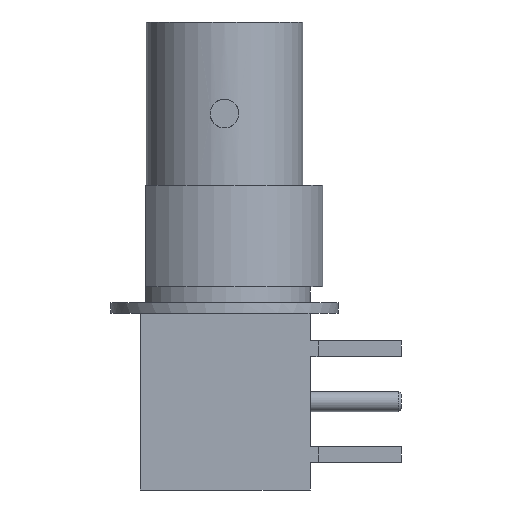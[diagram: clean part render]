
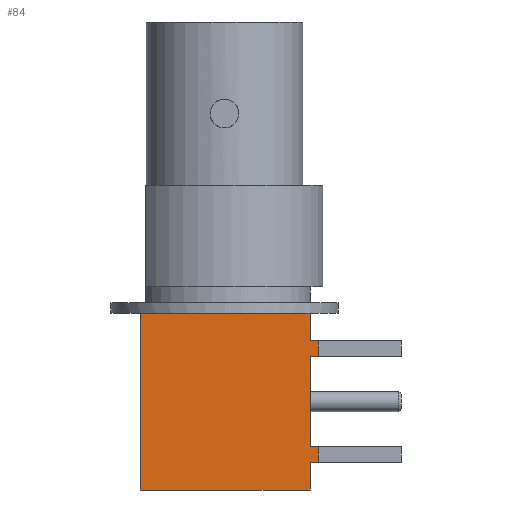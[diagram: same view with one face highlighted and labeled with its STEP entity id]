
A CAD part, left-side view. The second image highlights one B-rep face of the part: STEP entity #84.
In plain terms, the highlighted planar face has unit normal (-1, 0, 0).
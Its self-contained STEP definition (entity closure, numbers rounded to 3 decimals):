
#84=ADVANCED_FACE('',(#213),#214,.F.);
#213=FACE_OUTER_BOUND('',#388,.T.);
#214=PLANE('',#389);
#388=EDGE_LOOP('',(#752,#753,#754,#755,#756,#757,#758,#759,#760,#761,#762,#763,#764,#765));
#389=AXIS2_PLACEMENT_3D('',#766,#767,#768);
#752=ORIENTED_EDGE('',*,*,#1212,.T.);
#753=ORIENTED_EDGE('',*,*,#1213,.T.);
#754=ORIENTED_EDGE('',*,*,#1214,.F.);
#755=ORIENTED_EDGE('',*,*,#1215,.F.);
#756=ORIENTED_EDGE('',*,*,#1196,.F.);
#757=ORIENTED_EDGE('',*,*,#1207,.T.);
#758=ORIENTED_EDGE('',*,*,#1200,.F.);
#759=ORIENTED_EDGE('',*,*,#1204,.F.);
#760=ORIENTED_EDGE('',*,*,#1216,.F.);
#761=ORIENTED_EDGE('',*,*,#1217,.F.);
#762=ORIENTED_EDGE('',*,*,#1218,.T.);
#763=ORIENTED_EDGE('',*,*,#1219,.T.);
#764=ORIENTED_EDGE('',*,*,#1220,.F.);
#765=ORIENTED_EDGE('',*,*,#1221,.F.);
#766=CARTESIAN_POINT('',(-3.772,0.0,0.0));
#767=DIRECTION('',(1.0,0.0,0.0));
#768=DIRECTION('',(0.0,1.0,-0.0));
#1196=EDGE_CURVE('',#1442,#1443,#1444,.T.);
#1200=EDGE_CURVE('',#1448,#1451,#1452,.T.);
#1204=EDGE_CURVE('',#1456,#1448,#1458,.T.);
#1207=EDGE_CURVE('',#1442,#1451,#1461,.T.);
#1212=EDGE_CURVE('',#1466,#1467,#1468,.T.);
#1213=EDGE_CURVE('',#1467,#1469,#1470,.T.);
#1214=EDGE_CURVE('',#1471,#1469,#1472,.T.);
#1215=EDGE_CURVE('',#1443,#1471,#1473,.T.);
#1216=EDGE_CURVE('',#1474,#1456,#1475,.T.);
#1217=EDGE_CURVE('',#1476,#1474,#1477,.T.);
#1218=EDGE_CURVE('',#1476,#1478,#1479,.T.);
#1219=EDGE_CURVE('',#1478,#1480,#1481,.T.);
#1220=EDGE_CURVE('',#1482,#1480,#1483,.T.);
#1221=EDGE_CURVE('',#1466,#1482,#1484,.T.);
#1442=VERTEX_POINT('',#1862);
#1443=VERTEX_POINT('',#1863);
#1444=LINE('',#1864,#1865);
#1448=VERTEX_POINT('',#1870);
#1451=VERTEX_POINT('',#1874);
#1452=LINE('',#1875,#1876);
#1456=VERTEX_POINT('',#1881);
#1458=LINE('',#1884,#1885);
#1461=LINE('',#1889,#1890);
#1466=VERTEX_POINT('',#1897);
#1467=VERTEX_POINT('',#1898);
#1468=LINE('',#1899,#1900);
#1469=VERTEX_POINT('',#1901);
#1470=LINE('',#1902,#1903);
#1471=VERTEX_POINT('',#1904);
#1472=LINE('',#1905,#1906);
#1473=LINE('',#1907,#1908);
#1474=VERTEX_POINT('',#1909);
#1475=LINE('',#1910,#1911);
#1476=VERTEX_POINT('',#1912);
#1477=LINE('',#1913,#1914);
#1478=VERTEX_POINT('',#1915);
#1479=LINE('',#1916,#1917);
#1480=VERTEX_POINT('',#1918);
#1481=LINE('',#1919,#1920);
#1482=VERTEX_POINT('',#1921);
#1483=LINE('',#1922,#1923);
#1484=LINE('',#1924,#1925);
#1862=CARTESIAN_POINT('',(-3.772,-3.949,-13.97));
#1863=CARTESIAN_POINT('',(-3.772,-4.115,-13.97));
#1864=CARTESIAN_POINT('',(-3.772,-3.949,-13.97));
#1865=VECTOR('',#2306,0.166);
#1870=CARTESIAN_POINT('',(-3.772,4.039,-13.97));
#1874=CARTESIAN_POINT('',(-3.772,3.949,-13.97));
#1875=CARTESIAN_POINT('',(-3.772,4.039,-13.97));
#1876=VECTOR('',#2312,0.09);
#1881=CARTESIAN_POINT('',(-3.772,4.039,-22.454));
#1884=CARTESIAN_POINT('',(-3.772,4.039,-22.454));
#1885=VECTOR('',#2318,8.484);
#1889=CARTESIAN_POINT('',(-3.772,-3.949,-13.97));
#1890=VECTOR('',#2323,7.898);
#1897=CARTESIAN_POINT('',(-3.772,-4.115,-16.053));
#1898=CARTESIAN_POINT('',(-3.772,-4.496,-16.053));
#1899=CARTESIAN_POINT('',(-3.772,-4.115,-16.053));
#1900=VECTOR('',#2332,0.381);
#1901=CARTESIAN_POINT('',(-3.772,-4.496,-15.291));
#1902=CARTESIAN_POINT('',(-3.772,-4.496,-16.053));
#1903=VECTOR('',#2333,0.762);
#1904=CARTESIAN_POINT('',(-3.772,-4.115,-15.291));
#1905=CARTESIAN_POINT('',(-3.772,-4.115,-15.291));
#1906=VECTOR('',#2334,0.381);
#1907=CARTESIAN_POINT('',(-3.772,-4.115,-13.97));
#1908=VECTOR('',#2335,1.321);
#1909=CARTESIAN_POINT('',(-3.772,-4.115,-22.454));
#1910=CARTESIAN_POINT('',(-3.772,-4.115,-22.454));
#1911=VECTOR('',#2336,8.153);
#1912=CARTESIAN_POINT('',(-3.772,-4.115,-21.133));
#1913=CARTESIAN_POINT('',(-3.772,-4.115,-21.133));
#1914=VECTOR('',#2337,1.321);
#1915=CARTESIAN_POINT('',(-3.772,-4.496,-21.133));
#1916=CARTESIAN_POINT('',(-3.772,-4.115,-21.133));
#1917=VECTOR('',#2338,0.381);
#1918=CARTESIAN_POINT('',(-3.772,-4.496,-20.371));
#1919=CARTESIAN_POINT('',(-3.772,-4.496,-21.133));
#1920=VECTOR('',#2339,0.762);
#1921=CARTESIAN_POINT('',(-3.772,-4.115,-20.371));
#1922=CARTESIAN_POINT('',(-3.772,-4.115,-20.371));
#1923=VECTOR('',#2340,0.381);
#1924=CARTESIAN_POINT('',(-3.772,-4.115,-16.053));
#1925=VECTOR('',#2341,4.318);
#2306=DIRECTION('',(0.0,-1.0,0.0));
#2312=DIRECTION('',(0.0,-1.0,0.0));
#2318=DIRECTION('',(0.0,0.0,1.0));
#2323=DIRECTION('',(0.0,1.0,0.0));
#2332=DIRECTION('',(0.0,-1.0,0.0));
#2333=DIRECTION('',(0.0,0.0,1.0));
#2334=DIRECTION('',(0.0,-1.0,0.0));
#2335=DIRECTION('',(0.0,0.0,-1.0));
#2336=DIRECTION('',(0.0,1.0,0.0));
#2337=DIRECTION('',(0.0,0.0,-1.0));
#2338=DIRECTION('',(0.0,-1.0,0.0));
#2339=DIRECTION('',(0.0,0.0,1.0));
#2340=DIRECTION('',(0.0,-1.0,0.0));
#2341=DIRECTION('',(0.0,0.0,-1.0));
